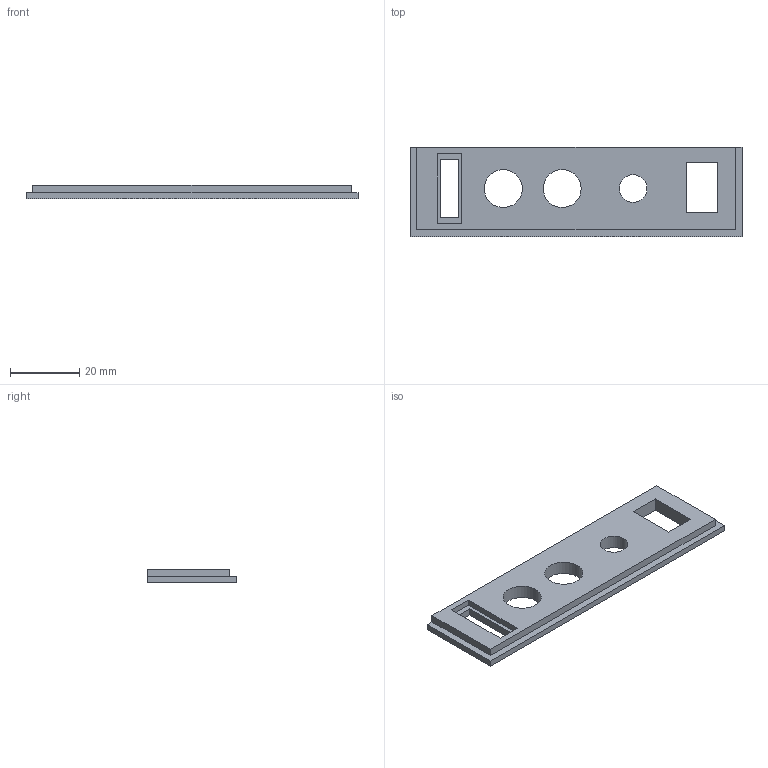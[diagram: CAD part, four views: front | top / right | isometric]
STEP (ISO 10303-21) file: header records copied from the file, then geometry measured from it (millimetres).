
FILE_DESCRIPTION(('FreeCAD Model'),'2;1');
FILE_NAME('Open CASCADE Shape Model','2024-02-07T21:12:12',(''),(''), 'Open CASCADE STEP processor 7.6','Ondsel','Unknown');
FILE_SCHEMA(('AUTOMOTIVE_DESIGN { 1 0 10303 214 1 1 1 1 }'));
Length unit declared in the file: millimetre
Products named in the file (1): Körper
Bounding box: 96 x 25.8 x 4 mm (x, y, z)
Volume: 7344.1 mm3; surface area: 5741.3 mm2
Topology: 1 solids, 1 shells, 26 faces, 69 edges, 46 vertices
Faces by surface type: plane 23, cylinder 3
Full cylindrical faces by diameter (mm): 8 x1, 11 x2
Entity records: 840 total; most frequent: CARTESIAN_POINT 142, ORIENTED_EDGE 138, DIRECTION 129, EDGE_CURVE 69, LINE 63, VECTOR 63, VERTEX_POINT 46, FACE_BOUND 37
